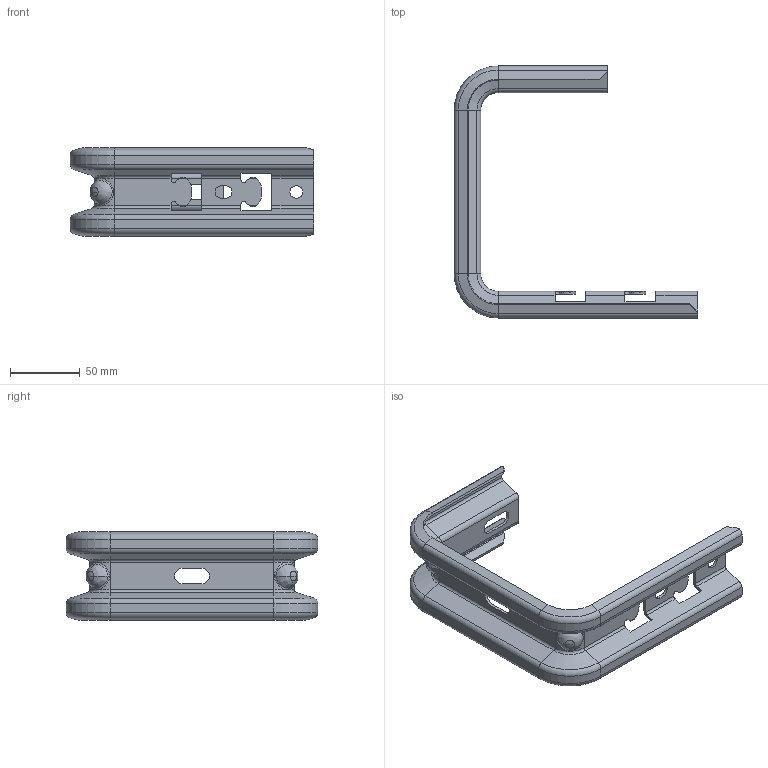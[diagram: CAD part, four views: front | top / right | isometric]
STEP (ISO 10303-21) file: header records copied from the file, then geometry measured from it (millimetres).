
FILE_DESCRIPTION((''),'2;1');
FILE_NAME('WFCS100_900810_PRT','2018-11-16T11:59:39',('tomasz.grudniewski'),(''),'CREO PARAMETRIC BY PTC INC, 2018260','CREO PARAMETRIC BY PTC INC, 2018260','');
FILE_SCHEMA(('CONFIG_CONTROL_DESIGN'));
Length unit declared in the file: millimetre
Products named in the file (1): WFCS100_900810_PRT
Bounding box: 174 x 180 x 63.43 mm (x, y, z)
Volume: 75137 mm3; surface area: 78219.1 mm2
Topology: 1 solids, 1 shells, 632 faces, 1646 edges, 1020 vertices
Faces by surface type: plane 462, cylinder 98, torus 24, cone 20, bspline 20, sphere 8
Entity records: 25668 total; most frequent: CARTESIAN_POINT 10210, ORIENTED_EDGE 3276, DIRECTION 3070, EDGE_CURVE 1638, VECTOR 1350, LINE 1350, VERTEX_POINT 1020, AXIS2_PLACEMENT_3D 860
